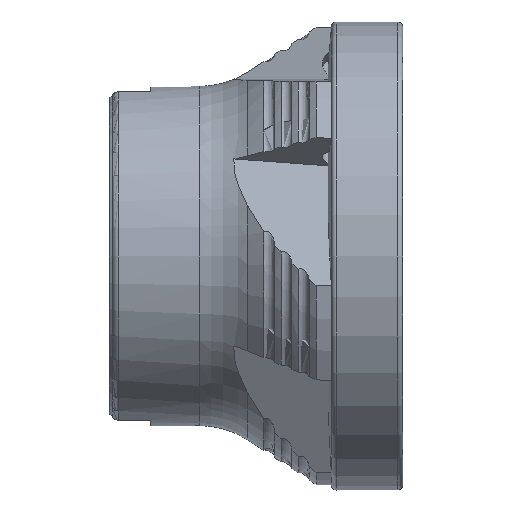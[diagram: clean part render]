
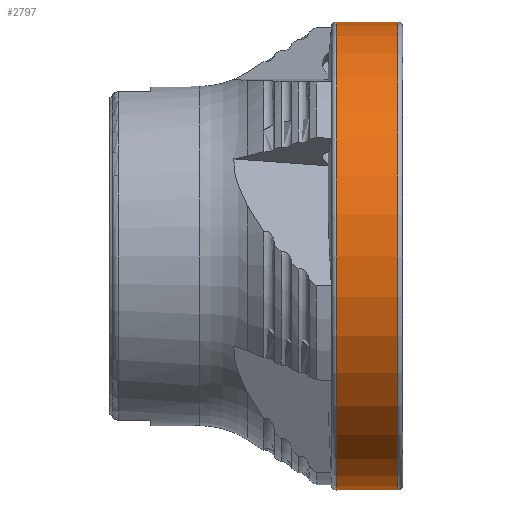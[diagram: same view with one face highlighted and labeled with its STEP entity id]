
A CAD part, front view. The second image highlights one B-rep face of the part: STEP entity #2797.
In plain terms, the highlighted conical face has half-angle 0.147 degrees and reference radius 39.983 mm.
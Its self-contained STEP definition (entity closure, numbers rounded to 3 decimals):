
#160 = CIRCLE ( 'NONE', #5273, 39.983 ) ;
#193 = CARTESIAN_POINT ( 'NONE',  ( 0.24, 0., 0. ) ) ;
#534 = EDGE_CURVE ( 'NONE', #4029, #4029, #160, .T. ) ;
#792 = DIRECTION ( 'NONE',  ( 0., 1., 0. ) ) ;
#892 = AXIS2_PLACEMENT_3D ( 'NONE', #6169, #1392, #2813 ) ;
#1055 = DIRECTION ( 'NONE',  ( 1., 0., 0. ) ) ;
#1392 = DIRECTION ( 'NONE',  ( -1., 0., 0. ) ) ;
#1525 = CARTESIAN_POINT ( 'NONE',  ( 0.24, 39.983, 0. ) ) ;
#1568 = CARTESIAN_POINT ( 'NONE',  ( -10.339, 40.01, 0. ) ) ;
#2621 = CIRCLE ( 'NONE', #4190, 40.01 ) ;
#2797 = ADVANCED_FACE ( 'NONE', ( #5974, #4437 ), #5240, .T. ) ;
#2813 = DIRECTION ( 'NONE',  ( 0., -1., 0. ) ) ;
#3452 = VERTEX_POINT ( 'NONE', #1568 ) ;
#4029 = VERTEX_POINT ( 'NONE', #1525 ) ;
#4190 = AXIS2_PLACEMENT_3D ( 'NONE', #4632, #1055, #5212 ) ;
#4437 = FACE_BOUND ( 'NONE', #5024, .T. ) ;
#4632 = CARTESIAN_POINT ( 'NONE',  ( -10.339, 0., 0. ) ) ;
#4937 = DIRECTION ( 'NONE',  ( 1., 0., 0. ) ) ;
#4980 = ORIENTED_EDGE ( 'NONE', *, *, #534, .F. ) ;
#5024 = EDGE_LOOP ( 'NONE', ( #4980 ) ) ;
#5067 = ORIENTED_EDGE ( 'NONE', *, *, #5981, .T. ) ;
#5212 = DIRECTION ( 'NONE',  ( 0., 1., 0. ) ) ;
#5240 = CONICAL_SURFACE ( 'NONE', #892, 39.983, 0.003 ) ;
#5273 = AXIS2_PLACEMENT_3D ( 'NONE', #193, #4937, #792 ) ;
#5974 = FACE_OUTER_BOUND ( 'NONE', #7665, .T. ) ;
#5981 = EDGE_CURVE ( 'NONE', #3452, #3452, #2621, .T. ) ;
#6169 = CARTESIAN_POINT ( 'NONE',  ( 0.24, 0., 0. ) ) ;
#7665 = EDGE_LOOP ( 'NONE', ( #5067 ) ) ;
